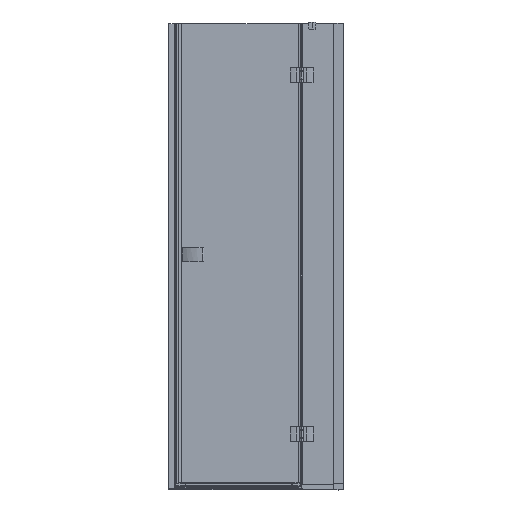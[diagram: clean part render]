
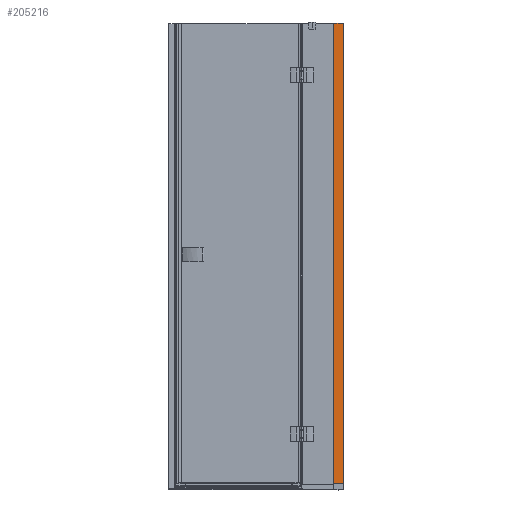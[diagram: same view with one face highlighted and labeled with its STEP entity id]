
A CAD part, top view. The second image highlights one B-rep face of the part: STEP entity #205216.
In plain terms, the highlighted cylindrical face has radius 960.746 mm (diameter 1921.49 mm), a partial arc.
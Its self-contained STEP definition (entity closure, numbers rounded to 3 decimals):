
#17829 = EDGE_CURVE ( 'NONE', #59769, #294907, #89897, .T. ) ;
#55453 = ORIENTED_EDGE ( 'NONE', *, *, #216566, .T. ) ;
#57876 = VECTOR ( 'NONE', #91694, 1000. ) ;
#59769 = VERTEX_POINT ( 'NONE', #79109 ) ;
#65881 = ORIENTED_EDGE ( 'NONE', *, *, #17829, .T. ) ;
#66004 = CARTESIAN_POINT ( 'NONE',  ( 49.49, 966.5, 12.15 ) ) ;
#79109 = CARTESIAN_POINT ( 'NONE',  ( 49.49, 966.5, 12.15 ) ) ;
#89897 = LINE ( 'NONE', #66004, #57876 ) ;
#91694 = DIRECTION ( 'NONE',  ( 0., -1., 0. ) ) ;
#100672 = AXIS2_PLACEMENT_3D ( 'NONE', #289598, #288506, #209541 ) ;
#105875 = LINE ( 'NONE', #314111, #237185 ) ;
#106571 = DIRECTION ( 'NONE',  ( 0., 1., 0. ) ) ;
#118010 = DIRECTION ( 'NONE',  ( 0., 0., -1. ) ) ;
#131461 = CIRCLE ( 'NONE', #163648, 960.747 ) ;
#136694 = EDGE_CURVE ( 'NONE', #294907, #283314, #131461, .T. ) ;
#138118 = DIRECTION ( 'NONE',  ( 0., 1., 0. ) ) ;
#163648 = AXIS2_PLACEMENT_3D ( 'NONE', #233466, #106571, #284701 ) ;
#168902 = EDGE_LOOP ( 'NONE', ( #244193, #55453, #65881, #284320 ) ) ;
#195763 = VERTEX_POINT ( 'NONE', #284579 ) ;
#198903 = CARTESIAN_POINT ( 'NONE',  ( 88.706, -959.5, 12.144 ) ) ;
#204881 = EDGE_CURVE ( 'NONE', #283314, #195763, #105875, .T. ) ;
#205216 = ADVANCED_FACE ( 'NONE', ( #301149 ), #241356, .T. ) ;
#209541 = DIRECTION ( 'NONE',  ( 0., 0., -1. ) ) ;
#216566 = EDGE_CURVE ( 'NONE', #195763, #59769, #320545, .T. ) ;
#233466 = CARTESIAN_POINT ( 'NONE',  ( 68.953, -959.5, -948.399 ) ) ;
#237185 = VECTOR ( 'NONE', #138118, 1000. ) ;
#241356 = CYLINDRICAL_SURFACE ( 'NONE', #297642, 960.747 ) ;
#244193 = ORIENTED_EDGE ( 'NONE', *, *, #204881, .T. ) ;
#272742 = DIRECTION ( 'NONE',  ( 0., 1., 0. ) ) ;
#283314 = VERTEX_POINT ( 'NONE', #198903 ) ;
#284320 = ORIENTED_EDGE ( 'NONE', *, *, #136694, .T. ) ;
#284579 = CARTESIAN_POINT ( 'NONE',  ( 88.706, 966.5, 12.144 ) ) ;
#284701 = DIRECTION ( 'NONE',  ( 0., 0., -1. ) ) ;
#288506 = DIRECTION ( 'NONE',  ( 0., -1., 0. ) ) ;
#289598 = CARTESIAN_POINT ( 'NONE',  ( 68.953, 966.5, -948.399 ) ) ;
#294907 = VERTEX_POINT ( 'NONE', #305520 ) ;
#297642 = AXIS2_PLACEMENT_3D ( 'NONE', #322838, #272742, #118010 ) ;
#301149 = FACE_OUTER_BOUND ( 'NONE', #168902, .T. ) ;
#305520 = CARTESIAN_POINT ( 'NONE',  ( 49.49, -959.5, 12.15 ) ) ;
#314111 = CARTESIAN_POINT ( 'NONE',  ( 88.706, 966.5, 12.144 ) ) ;
#320545 = CIRCLE ( 'NONE', #100672, 960.747 ) ;
#322838 = CARTESIAN_POINT ( 'NONE',  ( 68.953, 966.5, -948.399 ) ) ;
